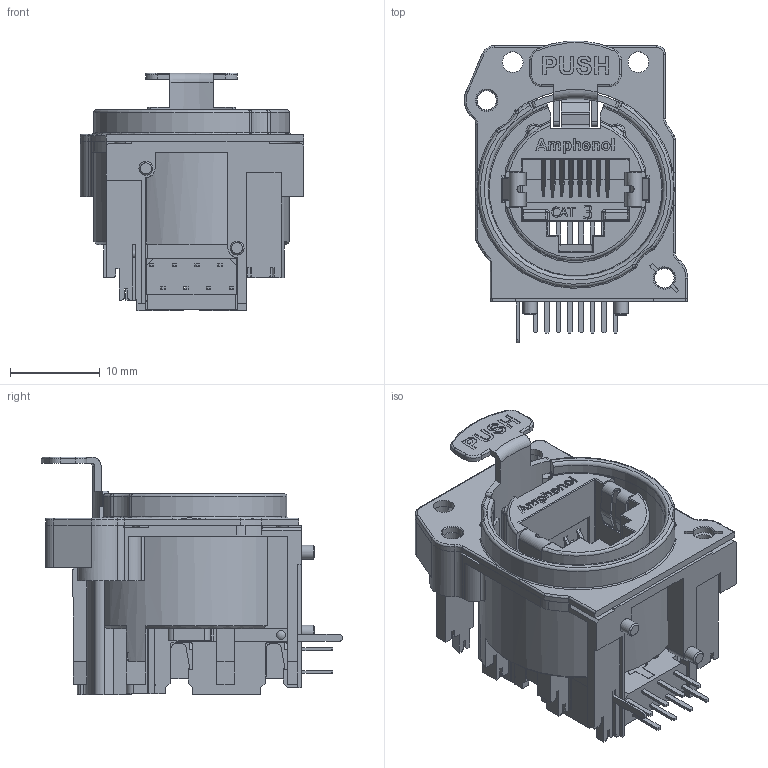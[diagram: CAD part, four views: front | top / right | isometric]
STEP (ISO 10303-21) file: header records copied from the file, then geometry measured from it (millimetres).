
FILE_DESCRIPTION(/* description */ (''),/* implementation_level */ '2;1');
FILE_NAME(/* name */ 'RJX8FA3HB.stp',/* time_stamp */ '2019-10-25T15:32:31+11:00',/* author */ ('minh'),/* organization */ (''),/* preprocessor_version */ 'ST-DEVELOPER v16.1',/* originating_system */ 'Autodesk Inventor 2016',/* authorisation */ '');
FILE_SCHEMA (('AUTOMOTIVE_DESIGN { 1 0 10303 214 3 1 1 }'));
Length unit declared in the file: inch
Products named in the file (1): RJX8FA3HB_Shrinkwrap_1
Bounding box: 24.9 x 33.58 x 26.5 mm (x, y, z)
Surface area: 8573.5 mm2 (no closed solid volume)
Topology: 0 solids, 73 shells, 928 faces, 4011 edges, 3068 vertices
Faces by surface type: plane 618, cylinder 223, torus 55, cone 16, bspline 15, sphere 1
Full cylindrical faces by diameter (mm): 1.3 x3, 1.35 x1, 1.55 x2, 2.15 x2, 2.3 x3
Entity records: 42941 total; most frequent: CARTESIAN_POINT 10069, DIRECTION 6214, ORIENTED_EDGE 6074, EDGE_CURVE 3973, VERTEX_POINT 3058, LINE 2894, VECTOR 2894, AXIS2_PLACEMENT_3D 1660
